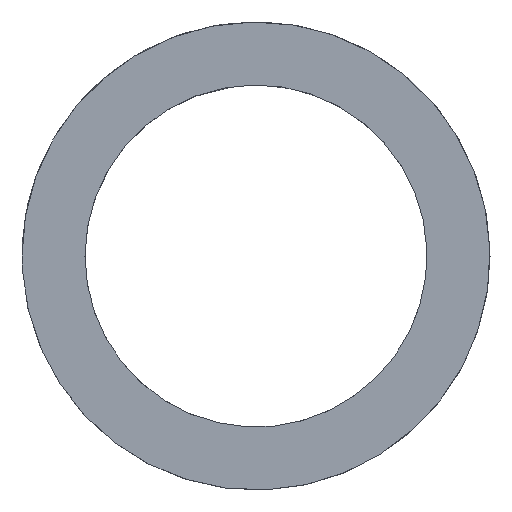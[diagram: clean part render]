
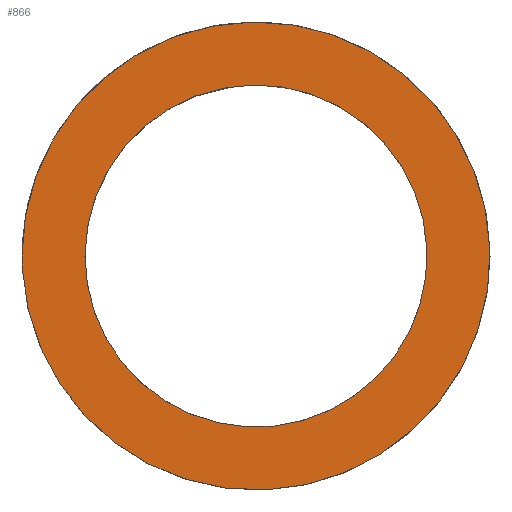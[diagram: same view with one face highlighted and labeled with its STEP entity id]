
A CAD part, top view. The second image highlights one B-rep face of the part: STEP entity #866.
In plain terms, the highlighted planar face has unit normal (0, 0, 1).
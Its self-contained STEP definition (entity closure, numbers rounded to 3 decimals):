
#189=ORIENTED_EDGE('',*,*,#455,.T.);
#190=ORIENTED_EDGE('',*,*,#456,.T.);
#455=EDGE_CURVE('',#588,#588,#675,.F.);
#456=EDGE_CURVE('',#589,#589,#676,.T.);
#588=VERTEX_POINT('',#1312);
#589=VERTEX_POINT('',#1314);
#675=CIRCLE('',#936,26.);
#676=CIRCLE('',#937,19.);
#725=EDGE_LOOP('',(#189));
#726=EDGE_LOOP('',(#190));
#783=FACE_BOUND('',#725,.T.);
#784=FACE_BOUND('',#726,.T.);
#841=PLANE('',#935);
#866=ADVANCED_FACE('',(#783,#784),#841,.F.);
#935=AXIS2_PLACEMENT_3D('',#1310,#1044,#1045);
#936=AXIS2_PLACEMENT_3D('',#1311,#1046,#1047);
#937=AXIS2_PLACEMENT_3D('',#1313,#1048,#1049);
#1044=DIRECTION('',(0.,0.,-1.));
#1045=DIRECTION('',(0.924,0.383,0.));
#1046=DIRECTION('',(0.,0.,-1.));
#1047=DIRECTION('',(-1.,0.,0.));
#1048=DIRECTION('',(0.,0.,-1.));
#1049=DIRECTION('',(-1.,0.,0.));
#1310=CARTESIAN_POINT('',(-38.268,92.388,3.05));
#1311=CARTESIAN_POINT('',(0.,0.,3.05));
#1312=CARTESIAN_POINT('',(-26.,0.,3.05));
#1313=CARTESIAN_POINT('',(0.,0.,3.05));
#1314=CARTESIAN_POINT('',(-19.,0.,3.05));
